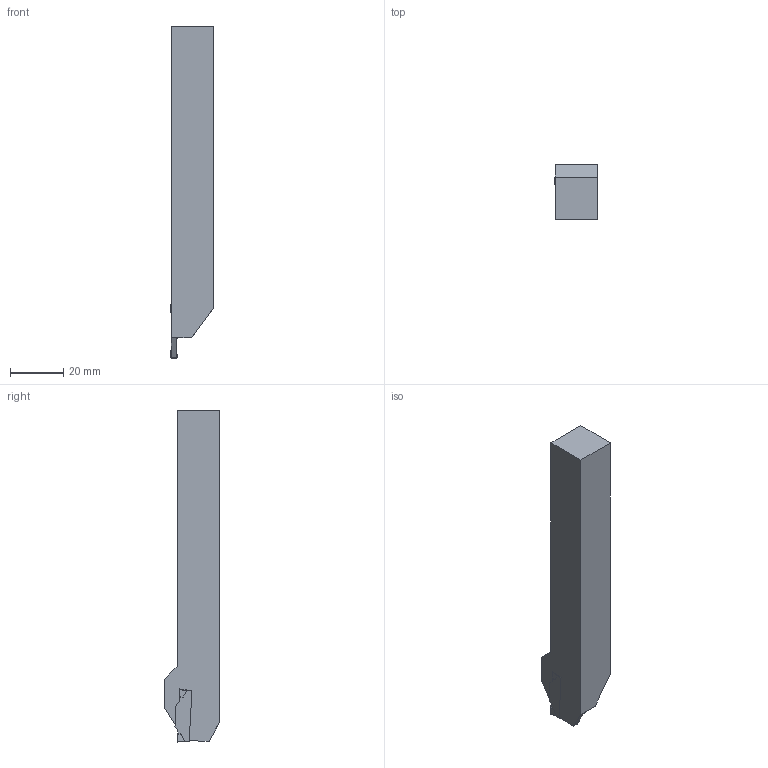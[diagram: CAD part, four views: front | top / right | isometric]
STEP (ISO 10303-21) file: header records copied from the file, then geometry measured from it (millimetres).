
FILE_DESCRIPTION(/* description */ (''),/* implementation_level */ '2;1');
FILE_NAME(/* name */ '1555049752345.stp',/* time_stamp */ '2019-04-12T11:46:05+05:00',/* author */ (''),/* organization */ ('SMS'),/* preprocessor_version */ 'ST-DEVELOPER v15',/* originating_system */ 'SIEMENS PLM Software NX 8.5',/* authorisation */ '');
FILE_SCHEMA (('AUTOMOTIVE_DESIGN { 1 0 10303 214 3 1 1 1 }'));
Length unit declared in the file: millimetre
Products named in the file (4): 201539461mod000_00; ASSEMBLY_CONSTRUCTION; 202077258mod000_00; 202077257mod000_00
Assembly tree (3 placements, depth 2):
  202077257mod000_00
    202077258mod000_00
    ASSEMBLY_CONSTRUCTION
    201539461mod000_00
Bounding box: 16.17 x 20.9 x 125 mm (x, y, z)
Volume: 28767.8 mm3; surface area: 8431.2 mm2
Topology: 2 solids, 2 shells, 62 faces, 172 edges, 120 vertices
Faces by surface type: plane 42, bspline 8, cylinder 7, extrusion 4, torus 1
Entity records: 2353 total; most frequent: CARTESIAN_POINT 688, ORIENTED_EDGE 342, DIRECTION 269, EDGE_CURVE 171, VECTOR 125, LINE 121, VERTEX_POINT 113, AXIS2_PLACEMENT_3D 72
